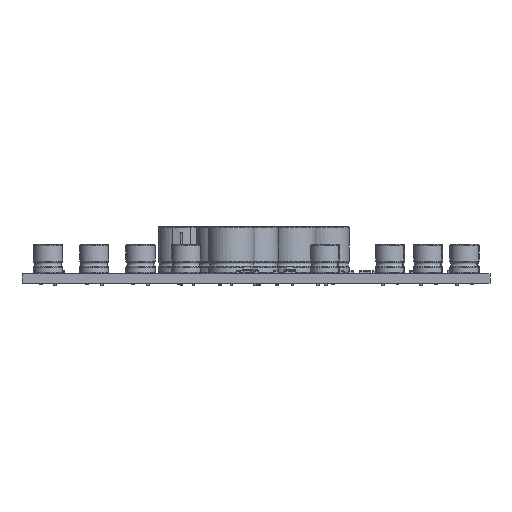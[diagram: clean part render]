
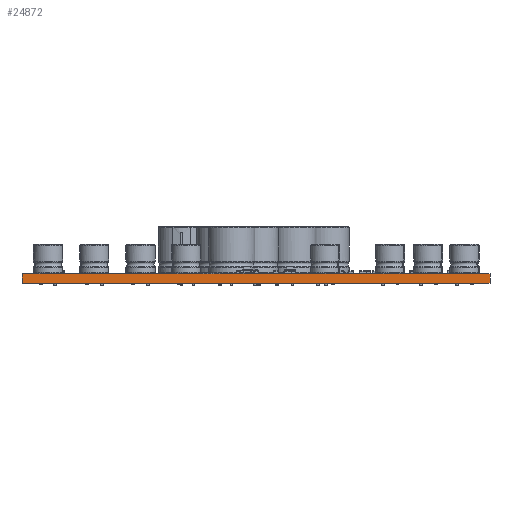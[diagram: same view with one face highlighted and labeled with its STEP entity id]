
A CAD part, front view. The second image highlights one B-rep face of the part: STEP entity #24872.
In plain terms, the highlighted planar face has unit normal (0, -1, 0).
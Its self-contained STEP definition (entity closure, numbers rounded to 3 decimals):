
#15509 = PLANE('',#15510);
#15510 = AXIS2_PLACEMENT_3D('',#15511,#15512,#15513);
#15511 = CARTESIAN_POINT('',(51.89,-104.002,1.6));
#15512 = DIRECTION('',(-0.,-0.,-1.));
#15513 = DIRECTION('',(-1.,0.,0.));
#15563 = PLANE('',#15564);
#15564 = AXIS2_PLACEMENT_3D('',#15565,#15566,#15567);
#15565 = CARTESIAN_POINT('',(51.89,-104.002,0.));
#15566 = DIRECTION('',(-0.,-0.,-1.));
#15567 = DIRECTION('',(-1.,0.,0.));
#15694 = PLANE('',#15695);
#15695 = AXIS2_PLACEMENT_3D('',#15696,#15697,#15698);
#15696 = CARTESIAN_POINT('',(91.998,-19.994,0.));
#15697 = DIRECTION('',(1.,0.,-0.));
#15698 = DIRECTION('',(0.,-1.,0.));
#15733 = VERTEX_POINT('',#15734);
#15734 = CARTESIAN_POINT('',(91.998,-193.994,0.));
#15755 = EDGE_CURVE('',#15733,#15756,#15758,.T.);
#15756 = VERTEX_POINT('',#15757);
#15757 = CARTESIAN_POINT('',(11.998,-193.994,0.));
#15758 = SURFACE_CURVE('',#15759,(#15763,#15770),.PCURVE_S1.);
#15759 = LINE('',#15760,#15761);
#15760 = CARTESIAN_POINT('',(91.998,-193.994,0.));
#15761 = VECTOR('',#15762,1.);
#15762 = DIRECTION('',(-1.,0.,0.));
#15763 = PCURVE('',#15563,#15764);
#15764 = DEFINITIONAL_REPRESENTATION('',(#15765),#15769);
#15765 = LINE('',#15766,#15767);
#15766 = CARTESIAN_POINT('',(-40.108,-89.992));
#15767 = VECTOR('',#15768,1.);
#15768 = DIRECTION('',(1.,0.));
#15769 = ( GEOMETRIC_REPRESENTATION_CONTEXT(2) 
PARAMETRIC_REPRESENTATION_CONTEXT() REPRESENTATION_CONTEXT('2D SPACE',''
  ) );
#15770 = PCURVE('',#15771,#15776);
#15771 = PLANE('',#15772);
#15772 = AXIS2_PLACEMENT_3D('',#15773,#15774,#15775);
#15773 = CARTESIAN_POINT('',(91.998,-193.994,0.));
#15774 = DIRECTION('',(0.,-1.,0.));
#15775 = DIRECTION('',(-1.,0.,0.));
#15776 = DEFINITIONAL_REPRESENTATION('',(#15777),#15781);
#15777 = LINE('',#15778,#15779);
#15778 = CARTESIAN_POINT('',(0.,-0.));
#15779 = VECTOR('',#15780,1.);
#15780 = DIRECTION('',(1.,0.));
#15781 = ( GEOMETRIC_REPRESENTATION_CONTEXT(2) 
PARAMETRIC_REPRESENTATION_CONTEXT() REPRESENTATION_CONTEXT('2D SPACE',''
  ) );
#15799 = PLANE('',#15800);
#15800 = AXIS2_PLACEMENT_3D('',#15801,#15802,#15803);
#15801 = CARTESIAN_POINT('',(11.998,-193.994,0.));
#15802 = DIRECTION('',(-1.,0.,0.));
#15803 = DIRECTION('',(0.,1.,0.));
#20613 = VERTEX_POINT('',#20614);
#20614 = CARTESIAN_POINT('',(91.998,-193.994,1.6));
#20635 = EDGE_CURVE('',#20613,#20636,#20638,.T.);
#20636 = VERTEX_POINT('',#20637);
#20637 = CARTESIAN_POINT('',(11.998,-193.994,1.6));
#20638 = SURFACE_CURVE('',#20639,(#20643,#20650),.PCURVE_S1.);
#20639 = LINE('',#20640,#20641);
#20640 = CARTESIAN_POINT('',(91.998,-193.994,1.6));
#20641 = VECTOR('',#20642,1.);
#20642 = DIRECTION('',(-1.,0.,0.));
#20643 = PCURVE('',#15509,#20644);
#20644 = DEFINITIONAL_REPRESENTATION('',(#20645),#20649);
#20645 = LINE('',#20646,#20647);
#20646 = CARTESIAN_POINT('',(-40.108,-89.992));
#20647 = VECTOR('',#20648,1.);
#20648 = DIRECTION('',(1.,0.));
#20649 = ( GEOMETRIC_REPRESENTATION_CONTEXT(2) 
PARAMETRIC_REPRESENTATION_CONTEXT() REPRESENTATION_CONTEXT('2D SPACE',''
  ) );
#20650 = PCURVE('',#15771,#20651);
#20651 = DEFINITIONAL_REPRESENTATION('',(#20652),#20656);
#20652 = LINE('',#20653,#20654);
#20653 = CARTESIAN_POINT('',(0.,-1.6));
#20654 = VECTOR('',#20655,1.);
#20655 = DIRECTION('',(1.,0.));
#20656 = ( GEOMETRIC_REPRESENTATION_CONTEXT(2) 
PARAMETRIC_REPRESENTATION_CONTEXT() REPRESENTATION_CONTEXT('2D SPACE',''
  ) );
#24824 = EDGE_CURVE('',#15733,#20613,#24825,.T.);
#24825 = SURFACE_CURVE('',#24826,(#24830,#24837),.PCURVE_S1.);
#24826 = LINE('',#24827,#24828);
#24827 = CARTESIAN_POINT('',(91.998,-193.994,0.));
#24828 = VECTOR('',#24829,1.);
#24829 = DIRECTION('',(0.,0.,1.));
#24830 = PCURVE('',#15694,#24831);
#24831 = DEFINITIONAL_REPRESENTATION('',(#24832),#24836);
#24832 = LINE('',#24833,#24834);
#24833 = CARTESIAN_POINT('',(174.,0.));
#24834 = VECTOR('',#24835,1.);
#24835 = DIRECTION('',(0.,-1.));
#24836 = ( GEOMETRIC_REPRESENTATION_CONTEXT(2) 
PARAMETRIC_REPRESENTATION_CONTEXT() REPRESENTATION_CONTEXT('2D SPACE',''
  ) );
#24837 = PCURVE('',#15771,#24838);
#24838 = DEFINITIONAL_REPRESENTATION('',(#24839),#24843);
#24839 = LINE('',#24840,#24841);
#24840 = CARTESIAN_POINT('',(0.,-0.));
#24841 = VECTOR('',#24842,1.);
#24842 = DIRECTION('',(0.,-1.));
#24843 = ( GEOMETRIC_REPRESENTATION_CONTEXT(2) 
PARAMETRIC_REPRESENTATION_CONTEXT() REPRESENTATION_CONTEXT('2D SPACE',''
  ) );
#24872 = ADVANCED_FACE('',(#24873),#15771,.T.);
#24873 = FACE_BOUND('',#24874,.T.);
#24874 = EDGE_LOOP('',(#24875,#24876,#24877,#24898));
#24875 = ORIENTED_EDGE('',*,*,#24824,.T.);
#24876 = ORIENTED_EDGE('',*,*,#20635,.T.);
#24877 = ORIENTED_EDGE('',*,*,#24878,.F.);
#24878 = EDGE_CURVE('',#15756,#20636,#24879,.T.);
#24879 = SURFACE_CURVE('',#24880,(#24884,#24891),.PCURVE_S1.);
#24880 = LINE('',#24881,#24882);
#24881 = CARTESIAN_POINT('',(11.998,-193.994,0.));
#24882 = VECTOR('',#24883,1.);
#24883 = DIRECTION('',(0.,0.,1.));
#24884 = PCURVE('',#15771,#24885);
#24885 = DEFINITIONAL_REPRESENTATION('',(#24886),#24890);
#24886 = LINE('',#24887,#24888);
#24887 = CARTESIAN_POINT('',(80.,0.));
#24888 = VECTOR('',#24889,1.);
#24889 = DIRECTION('',(0.,-1.));
#24890 = ( GEOMETRIC_REPRESENTATION_CONTEXT(2) 
PARAMETRIC_REPRESENTATION_CONTEXT() REPRESENTATION_CONTEXT('2D SPACE',''
  ) );
#24891 = PCURVE('',#15799,#24892);
#24892 = DEFINITIONAL_REPRESENTATION('',(#24893),#24897);
#24893 = LINE('',#24894,#24895);
#24894 = CARTESIAN_POINT('',(0.,0.));
#24895 = VECTOR('',#24896,1.);
#24896 = DIRECTION('',(0.,-1.));
#24897 = ( GEOMETRIC_REPRESENTATION_CONTEXT(2) 
PARAMETRIC_REPRESENTATION_CONTEXT() REPRESENTATION_CONTEXT('2D SPACE',''
  ) );
#24898 = ORIENTED_EDGE('',*,*,#15755,.F.);
